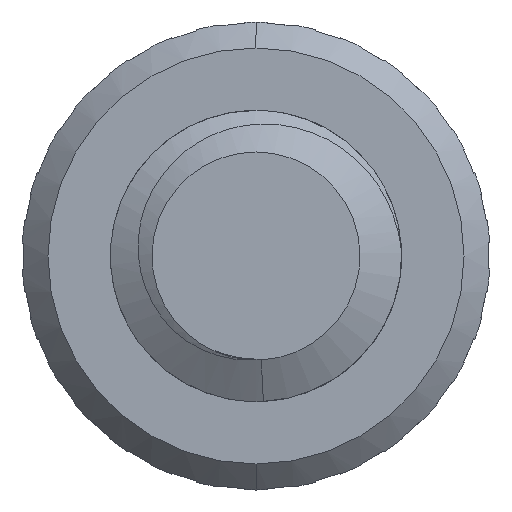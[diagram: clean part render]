
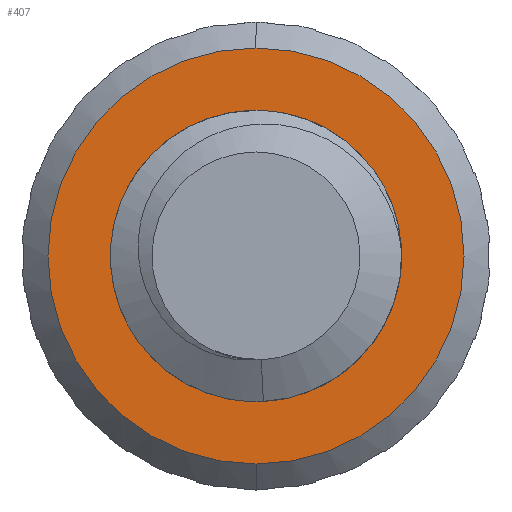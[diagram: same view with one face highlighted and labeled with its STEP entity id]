
A CAD part, left-side view. The second image highlights one B-rep face of the part: STEP entity #407.
In plain terms, the highlighted planar face has unit normal (-1, 0, 0).
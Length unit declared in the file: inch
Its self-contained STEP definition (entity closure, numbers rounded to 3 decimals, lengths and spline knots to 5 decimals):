
#332 = CIRCLE ( 'NONE', #2024, 0.08 ) ;
#407 = ADVANCED_FACE ( 'NONE', ( #3308, #3090 ), #5447, .F. ) ;
#420 = DIRECTION ( 'NONE',  ( 0., 0., -1. ) ) ;
#577 = CIRCLE ( 'NONE', #1536, 0.08 ) ;
#772 = CIRCLE ( 'NONE', #1379, 0.04 ) ;
#838 = EDGE_LOOP ( 'NONE', ( #4517, #1884 ) ) ;
#966 = CARTESIAN_POINT ( 'NONE',  ( 0.3, 0., -0.08 ) ) ;
#1080 = AXIS2_PLACEMENT_3D ( 'NONE', #1312, #2607, #5856 ) ;
#1139 = EDGE_CURVE ( 'NONE', #3745, #1370, #5497, .T. ) ;
#1242 = DIRECTION ( 'NONE',  ( -1., 0., 0. ) ) ;
#1312 = CARTESIAN_POINT ( 'NONE',  ( 0.3, 0.04, 0. ) ) ;
#1370 = VERTEX_POINT ( 'NONE', #4145 ) ;
#1379 = AXIS2_PLACEMENT_3D ( 'NONE', #5925, #2739, #5942 ) ;
#1536 = AXIS2_PLACEMENT_3D ( 'NONE', #4482, #3046, #4934 ) ;
#1594 = EDGE_CURVE ( 'NONE', #1370, #3745, #772, .T. ) ;
#1685 = VERTEX_POINT ( 'NONE', #5506 ) ;
#1884 = ORIENTED_EDGE ( 'NONE', *, *, #3447, .T. ) ;
#2024 = AXIS2_PLACEMENT_3D ( 'NONE', #2611, #5895, #420 ) ;
#2124 = CARTESIAN_POINT ( 'NONE',  ( 0.3, 0., 0. ) ) ;
#2607 = DIRECTION ( 'NONE',  ( 1., 0., 0. ) ) ;
#2611 = CARTESIAN_POINT ( 'NONE',  ( 0.3, 0., 0. ) ) ;
#2739 = DIRECTION ( 'NONE',  ( -1., 0., 0. ) ) ;
#2953 = EDGE_LOOP ( 'NONE', ( #4008, #5880 ) ) ;
#3046 = DIRECTION ( 'NONE',  ( -1., 0., 0. ) ) ;
#3089 = DIRECTION ( 'NONE',  ( 0., 0., 1. ) ) ;
#3090 = FACE_BOUND ( 'NONE', #2953, .T. ) ;
#3308 = FACE_OUTER_BOUND ( 'NONE', #838, .T. ) ;
#3447 = EDGE_CURVE ( 'NONE', #1685, #5544, #577, .T. ) ;
#3745 = VERTEX_POINT ( 'NONE', #5421 ) ;
#4008 = ORIENTED_EDGE ( 'NONE', *, *, #1139, .F. ) ;
#4145 = CARTESIAN_POINT ( 'NONE',  ( 0.3, 0., -0.04 ) ) ;
#4289 = AXIS2_PLACEMENT_3D ( 'NONE', #2124, #1242, #3089 ) ;
#4482 = CARTESIAN_POINT ( 'NONE',  ( 0.3, 0., 0. ) ) ;
#4517 = ORIENTED_EDGE ( 'NONE', *, *, #4871, .T. ) ;
#4871 = EDGE_CURVE ( 'NONE', #5544, #1685, #332, .T. ) ;
#4934 = DIRECTION ( 'NONE',  ( 0., 0., -1. ) ) ;
#5421 = CARTESIAN_POINT ( 'NONE',  ( 0.3, 0., 0.04 ) ) ;
#5447 = PLANE ( 'NONE',  #1080 ) ;
#5497 = CIRCLE ( 'NONE', #4289, 0.04 ) ;
#5506 = CARTESIAN_POINT ( 'NONE',  ( 0.3, 0., 0.08 ) ) ;
#5544 = VERTEX_POINT ( 'NONE', #966 ) ;
#5856 = DIRECTION ( 'NONE',  ( 0., 0., -1. ) ) ;
#5880 = ORIENTED_EDGE ( 'NONE', *, *, #1594, .F. ) ;
#5895 = DIRECTION ( 'NONE',  ( -1., 0., 0. ) ) ;
#5925 = CARTESIAN_POINT ( 'NONE',  ( 0.3, 0., 0. ) ) ;
#5942 = DIRECTION ( 'NONE',  ( 0., 0., 1. ) ) ;
